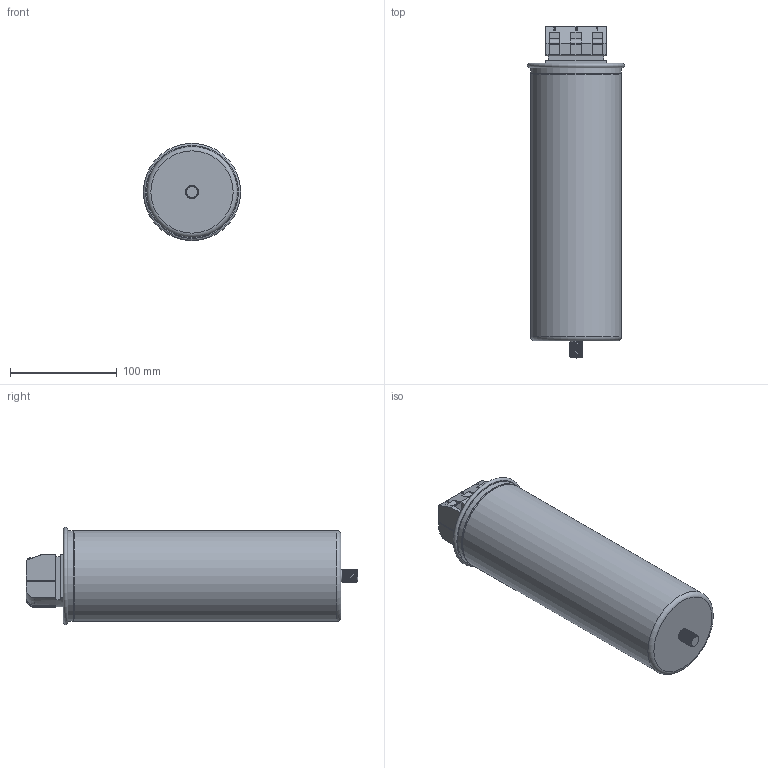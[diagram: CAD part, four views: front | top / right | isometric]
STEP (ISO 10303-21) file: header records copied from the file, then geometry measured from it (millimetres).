
FILE_DESCRIPTION(('STEP AP214'), '1');
FILE_NAME('85õ260', '', ('UNSPECIFIED'), ('UNSPECIFIED'), 'ASCON STEP Converter 1.3', 'ASCON Math Kernel', '');
FILE_SCHEMA(('AUTOMOTIVE_DESIGN { 1 0 10303 214 3 1 1}'));
Length unit declared in the file: millimetre
Assembly tree (2 placements, depth 2):
  (unnamed)
    (unnamed)
    (unnamed)
Bounding box: 91 x 311 x 91 mm (x, y, z)
Volume: 1559803 mm3; surface area: 105554.3 mm2
Topology: 2 solids, 2 shells, 306 faces, 838 edges, 554 vertices
Faces by surface type: plane 181, cylinder 110, torus 12, bspline 2, cone 1
Full cylindrical faces by diameter (mm): 5 x4, 6 x3, 85 x2
Entity records: 19314 total; most frequent: CARTESIAN_POINT 8883, ORIENTED_EDGE 1648, DIRECTION 1611, EDGE_CURVE 824, VERTEX_POINT 552, LINE 545, VECTOR 545, AXIS2_PLACEMENT_3D 533
